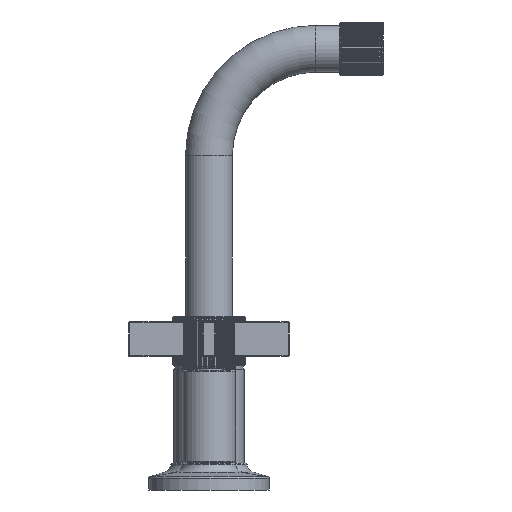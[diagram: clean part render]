
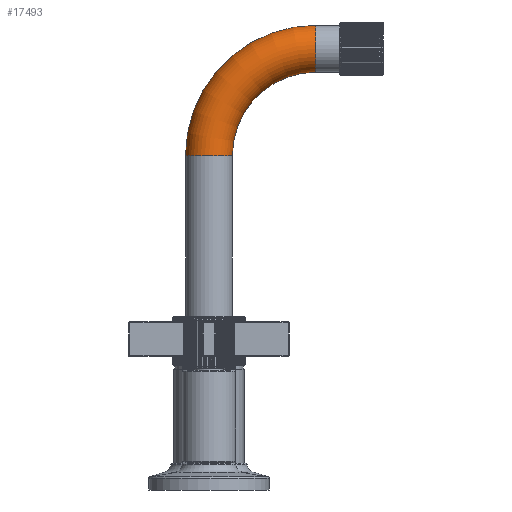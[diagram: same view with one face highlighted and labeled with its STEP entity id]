
A CAD part, left-side view. The second image highlights one B-rep face of the part: STEP entity #17493.
In plain terms, the highlighted toroidal (fillet/blend) face has major radius 50.8 mm and minor radius 11.113 mm.
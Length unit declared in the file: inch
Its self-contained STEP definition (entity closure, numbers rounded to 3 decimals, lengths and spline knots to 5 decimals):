
#4457=CARTESIAN_POINT('',(0.,-2.,8.25));
#4458=DIRECTION('',(0.,-1.,0.));
#4459=DIRECTION('',(0.,0.,1.));
#4460=AXIS2_PLACEMENT_3D('',#4457,#4458,#4459);
#4472=CARTESIAN_POINT('',(0.,0.,6.25));
#4473=DIRECTION('',(0.,0.,1.));
#4474=DIRECTION('',(0.,1.,0.));
#4475=AXIS2_PLACEMENT_3D('',#4472,#4473,#4474);
#4480=CARTESIAN_POINT('',(0.,-2.,6.25));
#4481=DIRECTION('',(1.,0.,0.));
#4482=DIRECTION('',(0.,1.,0.));
#4483=AXIS2_PLACEMENT_3D('',#4480,#4481,#4482);
#11996=CARTESIAN_POINT('',(0.,-2.,6.25));
#11997=DIRECTION('',(1.,0.,0.));
#11998=DIRECTION('',(0.,1.,0.));
#11999=AXIS2_PLACEMENT_3D('',#11996,#11997,#11998);
#14787=CARTESIAN_POINT('',(0.,-0.4375,6.25));
#14788=CARTESIAN_POINT('',(0.,0.4375,6.25));
#14789=VERTEX_POINT('',#14787);
#14790=VERTEX_POINT('',#14788);
#14791=CARTESIAN_POINT('',(0.,-2.,7.8125));
#14792=CARTESIAN_POINT('',(0.,-2.,8.6875));
#14793=VERTEX_POINT('',#14791);
#14794=VERTEX_POINT('',#14792);
#17479=CARTESIAN_POINT('',(0.,-2.,6.25));
#17480=DIRECTION('',(1.,0.,0.));
#17481=DIRECTION('',(0.,-1.,0.));
#17482=AXIS2_PLACEMENT_3D('',#17479,#17480,#17481);
#17483=TOROIDAL_SURFACE('',#17482,2.,0.4375);
#17485=ORIENTED_EDGE('',*,*,#17484,.F.);
#17487=ORIENTED_EDGE('',*,*,#17486,.T.);
#17488=ORIENTED_EDGE('',*,*,#17466,.T.);
#17490=ORIENTED_EDGE('',*,*,#17489,.F.);
#17491=EDGE_LOOP('',(#17485,#17487,#17488,#17490));
#17492=FACE_OUTER_BOUND('',#17491,.F.);
#4461=CIRCLE('',#4460,0.4375);
#4476=CIRCLE('',#4475,0.4375);
#4484=CIRCLE('',#4483,2.4375);
#12000=CIRCLE('',#11999,1.5625);
#17466=EDGE_CURVE('',#14794,#14793,#4461,.T.);
#17484=EDGE_CURVE('',#14790,#14789,#4476,.T.);
#17486=EDGE_CURVE('',#14790,#14794,#4484,.T.);
#17489=EDGE_CURVE('',#14789,#14793,#12000,.T.);
#17493=ADVANCED_FACE('',(#17492),#17483,.T.);
